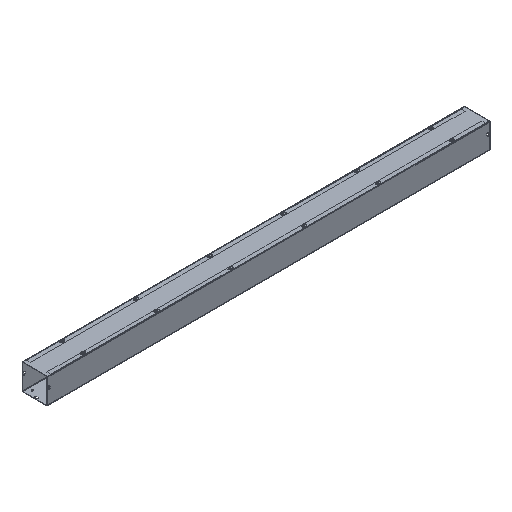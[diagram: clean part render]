
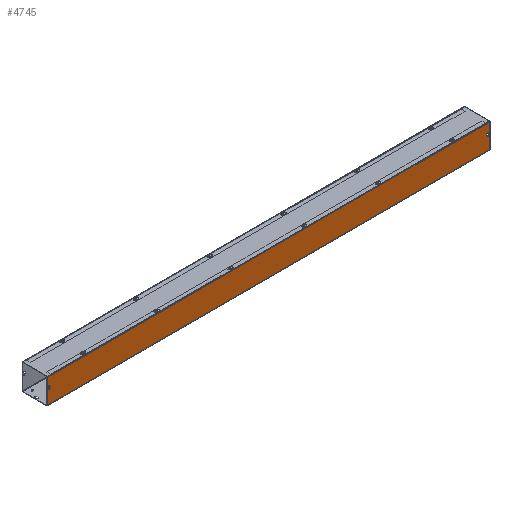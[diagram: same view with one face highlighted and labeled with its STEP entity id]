
A CAD part, isometric view. The second image highlights one B-rep face of the part: STEP entity #4745.
In plain terms, the highlighted planar face has unit normal (0, -1, 0).
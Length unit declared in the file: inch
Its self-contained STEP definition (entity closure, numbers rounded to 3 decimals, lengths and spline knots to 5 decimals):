
#218=LINE('',#7879,#530);
#222=LINE('',#7886,#534);
#227=LINE('',#7904,#539);
#229=LINE('',#7909,#541);
#255=LINE('',#8009,#567);
#263=LINE('',#8030,#575);
#266=LINE('',#8037,#578);
#270=LINE('',#8044,#582);
#272=LINE('',#8048,#584);
#273=LINE('',#8050,#585);
#274=LINE('',#8052,#586);
#275=LINE('',#8054,#587);
#276=LINE('',#8056,#588);
#277=LINE('',#8058,#589);
#278=LINE('',#8060,#590);
#279=LINE('',#8061,#591);
#530=VECTOR('',#5812,0.25);
#534=VECTOR('',#5818,0.25);
#539=VECTOR('',#5837,0.25);
#541=VECTOR('',#5841,0.25);
#567=VECTOR('',#5955,70.75);
#575=VECTOR('',#5983,0.0002);
#578=VECTOR('',#5988,0.03145);
#582=VECTOR('',#5994,0.0002);
#584=VECTOR('',#5998,0.0002);
#585=VECTOR('',#5999,0.0002);
#586=VECTOR('',#6000,0.03145);
#587=VECTOR('',#6001,0.6248);
#588=VECTOR('',#6002,3.96875);
#589=VECTOR('',#6003,72.);
#590=VECTOR('',#6004,3.96875);
#591=VECTOR('',#6005,0.6248);
#836=PLANE('',#5144);
#1052=FACE_BOUND('',#1576,.T.);
#1053=FACE_BOUND('',#1577,.T.);
#1240=FACE_OUTER_BOUND('',#1575,.T.);
#1575=EDGE_LOOP('',(#3598,#3599,#3600,#3601,#3602,#3603,#3604,#3605,#3606,
#3607,#3608,#3609));
#1576=EDGE_LOOP('',(#3610,#3611,#3612,#3613));
#1577=EDGE_LOOP('',(#3614,#3615,#3616,#3617));
#1933=CIRCLE('',#5077,0.125);
#1935=CIRCLE('',#5082,0.125);
#1937=CIRCLE('',#5085,0.125);
#1939=CIRCLE('',#5090,0.125);
#2222=VERTEX_POINT('',#7870);
#2223=VERTEX_POINT('',#7872);
#2225=VERTEX_POINT('',#7878);
#2227=VERTEX_POINT('',#7884);
#2230=VERTEX_POINT('',#7894);
#2231=VERTEX_POINT('',#7896);
#2233=VERTEX_POINT('',#7902);
#2235=VERTEX_POINT('',#7908);
#2264=VERTEX_POINT('',#8006);
#2265=VERTEX_POINT('',#8008);
#2268=VERTEX_POINT('',#8029);
#2270=VERTEX_POINT('',#8035);
#2271=VERTEX_POINT('',#8036);
#2274=VERTEX_POINT('',#8047);
#2275=VERTEX_POINT('',#8049);
#2276=VERTEX_POINT('',#8051);
#2277=VERTEX_POINT('',#8053);
#2278=VERTEX_POINT('',#8055);
#2279=VERTEX_POINT('',#8057);
#2280=VERTEX_POINT('',#8059);
#2692=EDGE_CURVE('',#2223,#2222,#1933,.T.);
#2695=EDGE_CURVE('',#2225,#2223,#218,.T.);
#2699=EDGE_CURVE('',#2222,#2227,#222,.T.);
#2701=EDGE_CURVE('',#2227,#2225,#1935,.T.);
#2704=EDGE_CURVE('',#2231,#2230,#1937,.T.);
#2708=EDGE_CURVE('',#2230,#2233,#227,.T.);
#2710=EDGE_CURVE('',#2235,#2231,#229,.T.);
#2713=EDGE_CURVE('',#2233,#2235,#1939,.T.);
#2759=EDGE_CURVE('',#2265,#2264,#255,.T.);
#2770=EDGE_CURVE('',#2268,#2265,#263,.T.);
#2773=EDGE_CURVE('',#2270,#2271,#266,.T.);
#2777=EDGE_CURVE('',#2271,#2268,#270,.T.);
#2779=EDGE_CURVE('',#2264,#2274,#272,.T.);
#2780=EDGE_CURVE('',#2274,#2275,#273,.T.);
#2781=EDGE_CURVE('',#2275,#2276,#274,.T.);
#2782=EDGE_CURVE('',#2277,#2276,#275,.T.);
#2783=EDGE_CURVE('',#2278,#2277,#276,.T.);
#2784=EDGE_CURVE('',#2278,#2279,#277,.T.);
#2785=EDGE_CURVE('',#2280,#2279,#278,.T.);
#2786=EDGE_CURVE('',#2270,#2280,#279,.T.);
#3598=ORIENTED_EDGE('',*,*,#2773,.T.);
#3599=ORIENTED_EDGE('',*,*,#2777,.T.);
#3600=ORIENTED_EDGE('',*,*,#2770,.T.);
#3601=ORIENTED_EDGE('',*,*,#2759,.T.);
#3602=ORIENTED_EDGE('',*,*,#2779,.T.);
#3603=ORIENTED_EDGE('',*,*,#2780,.T.);
#3604=ORIENTED_EDGE('',*,*,#2781,.T.);
#3605=ORIENTED_EDGE('',*,*,#2782,.F.);
#3606=ORIENTED_EDGE('',*,*,#2783,.F.);
#3607=ORIENTED_EDGE('',*,*,#2784,.T.);
#3608=ORIENTED_EDGE('',*,*,#2785,.F.);
#3609=ORIENTED_EDGE('',*,*,#2786,.F.);
#3610=ORIENTED_EDGE('',*,*,#2692,.T.);
#3611=ORIENTED_EDGE('',*,*,#2699,.T.);
#3612=ORIENTED_EDGE('',*,*,#2701,.T.);
#3613=ORIENTED_EDGE('',*,*,#2695,.T.);
#3614=ORIENTED_EDGE('',*,*,#2704,.T.);
#3615=ORIENTED_EDGE('',*,*,#2708,.T.);
#3616=ORIENTED_EDGE('',*,*,#2713,.T.);
#3617=ORIENTED_EDGE('',*,*,#2710,.T.);
#4745=ADVANCED_FACE('',(#1240,#1052,#1053),#836,.F.);
#5077=AXIS2_PLACEMENT_3D('',#7873,#5806,#5807);
#5082=AXIS2_PLACEMENT_3D('',#7889,#5823,#5824);
#5085=AXIS2_PLACEMENT_3D('',#7897,#5830,#5831);
#5090=AXIS2_PLACEMENT_3D('',#7913,#5847,#5848);
#5144=AXIS2_PLACEMENT_3D('',#8046,#5996,#5997);
#5806=DIRECTION('center_axis',(0.,1.,0.));
#5807=DIRECTION('ref_axis',(-1.,0.,0.));
#5812=DIRECTION('',(0.,0.,1.));
#5818=DIRECTION('',(0.,0.,-1.));
#5823=DIRECTION('center_axis',(0.,1.,0.));
#5824=DIRECTION('ref_axis',(1.,0.,0.));
#5830=DIRECTION('center_axis',(0.,1.,0.));
#5831=DIRECTION('ref_axis',(1.,0.,0.));
#5837=DIRECTION('',(0.,0.,-1.));
#5841=DIRECTION('',(0.,0.,1.));
#5847=DIRECTION('center_axis',(0.,1.,0.));
#5848=DIRECTION('ref_axis',(-1.,0.,0.));
#5955=DIRECTION('',(-1.,0.,0.));
#5983=DIRECTION('',(0.,0.,1.));
#5988=DIRECTION('',(0.,0.,-1.));
#5994=DIRECTION('',(-1.,0.,0.));
#5996=DIRECTION('center_axis',(0.,1.,0.));
#5997=DIRECTION('ref_axis',(1.,0.,0.));
#5998=DIRECTION('',(0.,0.,-1.));
#5999=DIRECTION('',(-1.,0.,0.));
#6000=DIRECTION('',(0.,0.,1.));
#6001=DIRECTION('',(1.,0.,0.));
#6002=DIRECTION('',(0.,0.,1.));
#6003=DIRECTION('',(1.,0.,0.));
#6004=DIRECTION('',(0.,0.,-1.));
#6005=DIRECTION('',(1.,0.,0.));
#7870=CARTESIAN_POINT('',(71.815,-0.0625,2.5625));
#7872=CARTESIAN_POINT('',(71.565,-0.0625,2.5625));
#7873=CARTESIAN_POINT('Origin',(71.69,-0.0625,2.5625));
#7878=CARTESIAN_POINT('',(71.565,-0.0625,2.3125));
#7879=CARTESIAN_POINT('',(71.565,-0.0625,2.17224));
#7884=CARTESIAN_POINT('',(71.815,-0.0625,2.3125));
#7886=CARTESIAN_POINT('',(71.815,-0.0625,2.23474));
#7889=CARTESIAN_POINT('Origin',(71.69,-0.0625,2.3125));
#7894=CARTESIAN_POINT('',(0.435,-0.0625,2.5625));
#7896=CARTESIAN_POINT('',(0.185,-0.0625,2.5625));
#7897=CARTESIAN_POINT('Origin',(0.31,-0.0625,2.5625));
#7902=CARTESIAN_POINT('',(0.435,-0.0625,2.3125));
#7904=CARTESIAN_POINT('',(0.435,-0.0625,2.17224));
#7908=CARTESIAN_POINT('',(0.185,-0.0625,2.3125));
#7909=CARTESIAN_POINT('',(0.185,-0.0625,2.23474));
#7913=CARTESIAN_POINT('Origin',(0.31,-0.0625,2.3125));
#8006=CARTESIAN_POINT('',(0.625,-0.0625,4.03125));
#8008=CARTESIAN_POINT('',(71.375,-0.0625,4.03125));
#8009=CARTESIAN_POINT('',(53.6875,-0.0625,4.03125));
#8029=CARTESIAN_POINT('',(71.375,-0.0625,4.03105));
#8030=CARTESIAN_POINT('',(71.375,-0.0625,3.03152));
#8035=CARTESIAN_POINT('',(71.3752,-0.0625,4.0625));
#8036=CARTESIAN_POINT('',(71.3752,-0.0625,4.03105));
#8037=CARTESIAN_POINT('',(71.3752,-0.0625,3.04724));
#8044=CARTESIAN_POINT('',(53.6876,-0.0625,4.03105));
#8046=CARTESIAN_POINT('Origin',(36.,-0.0625,2.03198));
#8047=CARTESIAN_POINT('',(0.625,-0.0625,4.03105));
#8048=CARTESIAN_POINT('',(0.625,-0.0625,3.04724));
#8049=CARTESIAN_POINT('',(0.6248,-0.0625,4.03105));
#8050=CARTESIAN_POINT('',(18.3125,-0.0625,4.03105));
#8051=CARTESIAN_POINT('',(0.6248,-0.0625,4.0625));
#8052=CARTESIAN_POINT('',(0.6248,-0.0625,3.03152));
#8053=CARTESIAN_POINT('',(0.,-0.0625,4.0625));
#8054=CARTESIAN_POINT('',(0.,-0.0625,4.0625));
#8055=CARTESIAN_POINT('',(0.,-0.0625,0.09375));
#8056=CARTESIAN_POINT('',(0.,-0.0625,0.09375));
#8057=CARTESIAN_POINT('',(72.,-0.0625,0.09375));
#8058=CARTESIAN_POINT('',(36.,-0.0625,0.09375));
#8059=CARTESIAN_POINT('',(72.,-0.0625,4.0625));
#8060=CARTESIAN_POINT('',(72.,-0.0625,-0.09082));
#8061=CARTESIAN_POINT('',(0.,-0.0625,4.0625));
